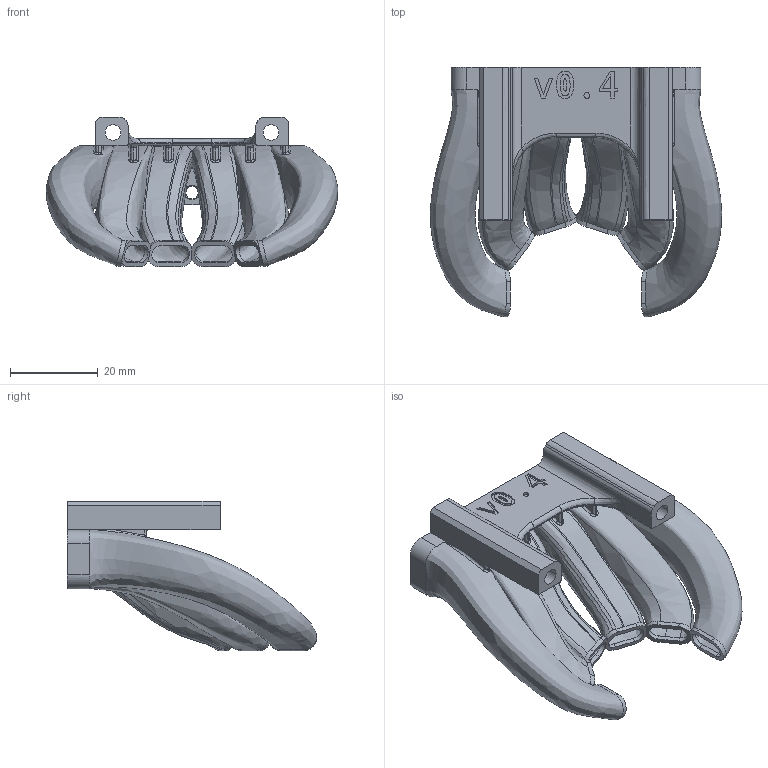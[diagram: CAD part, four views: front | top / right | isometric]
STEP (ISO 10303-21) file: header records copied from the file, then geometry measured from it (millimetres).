
FILE_DESCRIPTION(/* description */ (''),/* implementation_level */ '2;1');
FILE_NAME(/* name */ 'kraken_uhf_stock.step',/* time_stamp */ '2024-01-05T04:06:19-06:00',/* author */ (''),/* organization */ (''),/* preprocessor_version */ 'ST-DEVELOPER v20',/* originating_system */ 'Autodesk Translation Framework v12.14.0.127',/* authorisation */ '');
FILE_SCHEMA (('AUTOMOTIVE_DESIGN { 1 0 10303 214 3 1 1 }'));
Length unit declared in the file: millimetre
Products named in the file (4): Stock; Kraken UHF; Hardware; PN596
Assembly tree (3 placements, depth 3):
  Stock
    Kraken UHF
    Hardware
      PN596
Bounding box: 66.4 x 56.8 x 34.15 mm (x, y, z)
Volume: 13302.5 mm3; surface area: 21289.4 mm2
Topology: 2 solids, 2 shells, 534 faces, 1524 edges, 995 vertices
Faces by surface type: bspline 216, plane 147, cylinder 143, torus 24, cone 4
Full cylindrical faces by diameter (mm): 2.9 x1, 3.3 x1, 3.6 x2, 4.2 x1, 4.25 x1, 4.6 x1, 4.7 x1
Entity records: 32416 total; most frequent: CARTESIAN_POINT 19531, ORIENTED_EDGE 3048, DIRECTION 2143, EDGE_CURVE 1524, VERTEX_POINT 995, AXIS2_PLACEMENT_3D 789, EDGE_LOOP 565, LINE 565
